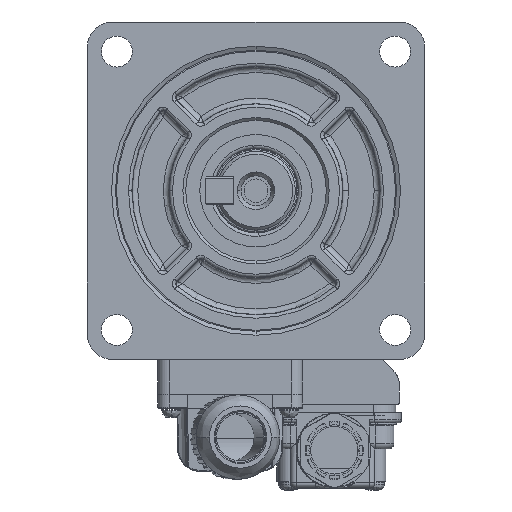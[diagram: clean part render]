
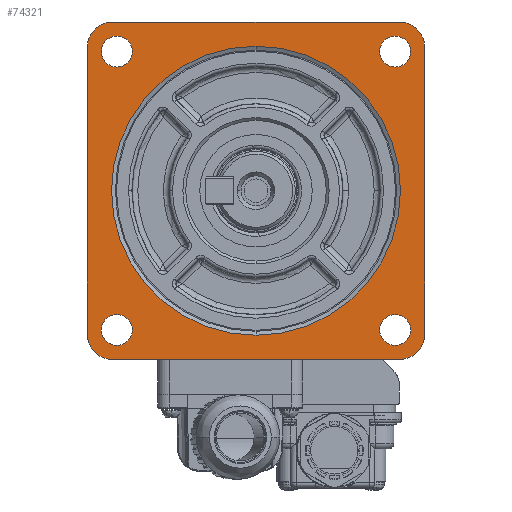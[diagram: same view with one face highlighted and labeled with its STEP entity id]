
A CAD part, front view. The second image highlights one B-rep face of the part: STEP entity #74321.
In plain terms, the highlighted planar face has unit normal (0, -1, 0).
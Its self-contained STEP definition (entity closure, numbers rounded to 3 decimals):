
#67439=DIRECTION('',(1.,0.,0.));
#67440=VECTOR('',#67439,51.);
#67441=CARTESIAN_POINT('',(-25.5,-16.5,30.));
#67442=LINE('',#67441,#67440);
#67755=DIRECTION('',(0.,0.,1.));
#67756=VECTOR('',#67755,51.);
#67757=CARTESIAN_POINT('',(-30.,-16.5,-25.5));
#67758=LINE('',#67757,#67756);
#67895=DIRECTION('',(-1.,0.,0.));
#67896=VECTOR('',#67895,51.);
#67897=CARTESIAN_POINT('',(25.5,-16.5,-30.));
#67898=LINE('',#67897,#67896);
#68910=DIRECTION('',(0.,0.,-1.));
#68911=VECTOR('',#68910,51.);
#68912=CARTESIAN_POINT('',(30.,-16.5,25.5));
#68913=LINE('',#68912,#68911);
#69021=CARTESIAN_POINT('',(25.5,-16.5,25.5));
#69022=DIRECTION('',(0.,-1.,0.));
#69023=DIRECTION('',(1.,0.,0.));
#69024=AXIS2_PLACEMENT_3D('',#69021,#69022,#69023);
#69026=CARTESIAN_POINT('',(25.5,-16.5,-25.5));
#69027=DIRECTION('',(0.,-1.,0.));
#69028=DIRECTION('',(0.,0.,-1.));
#69029=AXIS2_PLACEMENT_3D('',#69026,#69027,#69028);
#69031=CARTESIAN_POINT('',(-25.5,-16.5,-25.5));
#69032=DIRECTION('',(0.,-1.,0.));
#69033=DIRECTION('',(-1.,0.,0.));
#69034=AXIS2_PLACEMENT_3D('',#69031,#69032,#69033);
#69036=CARTESIAN_POINT('',(-25.5,-16.5,25.5));
#69037=DIRECTION('',(0.,-1.,0.));
#69038=DIRECTION('',(0.,0.,1.));
#69039=AXIS2_PLACEMENT_3D('',#69036,#69037,#69038);
#69041=CARTESIAN_POINT('',(0.,-16.5,0.));
#69042=DIRECTION('',(0.,1.,0.));
#69043=DIRECTION('',(0.,0.,-1.));
#69044=AXIS2_PLACEMENT_3D('',#69041,#69042,#69043);
#69046=CARTESIAN_POINT('',(0.,-16.5,0.));
#69047=DIRECTION('',(0.,1.,0.));
#69048=DIRECTION('',(0.,0.,1.));
#69049=AXIS2_PLACEMENT_3D('',#69046,#69047,#69048);
#69051=CARTESIAN_POINT('',(24.749,-16.5,-24.749));
#69052=DIRECTION('',(0.,1.,0.));
#69053=DIRECTION('',(0.,0.,-1.));
#69054=AXIS2_PLACEMENT_3D('',#69051,#69052,#69053);
#69056=CARTESIAN_POINT('',(24.749,-16.5,-24.749));
#69057=DIRECTION('',(0.,1.,0.));
#69058=DIRECTION('',(0.,0.,1.));
#69059=AXIS2_PLACEMENT_3D('',#69056,#69057,#69058);
#69061=CARTESIAN_POINT('',(-24.749,-16.5,-24.749));
#69062=DIRECTION('',(0.,1.,0.));
#69063=DIRECTION('',(0.,0.,-1.));
#69064=AXIS2_PLACEMENT_3D('',#69061,#69062,#69063);
#69066=CARTESIAN_POINT('',(-24.749,-16.5,-24.749));
#69067=DIRECTION('',(0.,1.,0.));
#69068=DIRECTION('',(0.,0.,1.));
#69069=AXIS2_PLACEMENT_3D('',#69066,#69067,#69068);
#69071=CARTESIAN_POINT('',(-24.749,-16.5,24.749));
#69072=DIRECTION('',(0.,1.,0.));
#69073=DIRECTION('',(0.,0.,-1.));
#69074=AXIS2_PLACEMENT_3D('',#69071,#69072,#69073);
#69076=CARTESIAN_POINT('',(-24.749,-16.5,24.749));
#69077=DIRECTION('',(0.,1.,0.));
#69078=DIRECTION('',(0.,0.,1.));
#69079=AXIS2_PLACEMENT_3D('',#69076,#69077,#69078);
#69081=CARTESIAN_POINT('',(24.749,-16.5,24.749));
#69082=DIRECTION('',(0.,1.,0.));
#69083=DIRECTION('',(0.,0.,-1.));
#69084=AXIS2_PLACEMENT_3D('',#69081,#69082,#69083);
#69086=CARTESIAN_POINT('',(24.749,-16.5,24.749));
#69087=DIRECTION('',(0.,1.,0.));
#69088=DIRECTION('',(0.,0.,1.));
#69089=AXIS2_PLACEMENT_3D('',#69086,#69087,#69088);
#71587=CARTESIAN_POINT('',(24.749,-16.5,27.499));
#71588=CARTESIAN_POINT('',(24.749,-16.5,21.999));
#71589=VERTEX_POINT('',#71587);
#71590=VERTEX_POINT('',#71588);
#71654=CARTESIAN_POINT('',(-24.749,-16.5,21.999));
#71655=CARTESIAN_POINT('',(-24.749,-16.5,27.499));
#71656=VERTEX_POINT('',#71654);
#71657=VERTEX_POINT('',#71655);
#71668=CARTESIAN_POINT('',(-25.5,-16.5,30.));
#71669=CARTESIAN_POINT('',(-30.,-16.5,25.5));
#71670=VERTEX_POINT('',#71668);
#71671=VERTEX_POINT('',#71669);
#71708=CARTESIAN_POINT('',(-24.749,-16.5,-21.999));
#71709=CARTESIAN_POINT('',(-24.749,-16.5,-27.499));
#71710=VERTEX_POINT('',#71708);
#71711=VERTEX_POINT('',#71709);
#71766=CARTESIAN_POINT('',(0.,-16.5,-25.693));
#71767=VERTEX_POINT('',#71766);
#71842=CARTESIAN_POINT('',(25.5,-16.5,-30.));
#71843=CARTESIAN_POINT('',(30.,-16.5,-25.5));
#71844=VERTEX_POINT('',#71842);
#71845=VERTEX_POINT('',#71843);
#71860=CARTESIAN_POINT('',(30.,-16.5,25.5));
#71861=VERTEX_POINT('',#71860);
#71868=CARTESIAN_POINT('',(-30.,-16.5,-25.5));
#71869=VERTEX_POINT('',#71868);
#71982=CARTESIAN_POINT('',(25.5,-16.5,30.));
#71983=VERTEX_POINT('',#71982);
#72007=CARTESIAN_POINT('',(24.749,-16.5,-21.999));
#72008=CARTESIAN_POINT('',(24.749,-16.5,-27.499));
#72009=VERTEX_POINT('',#72007);
#72010=VERTEX_POINT('',#72008);
#72026=CARTESIAN_POINT('',(-25.5,-16.5,-30.));
#72027=VERTEX_POINT('',#72026);
#72040=CARTESIAN_POINT('',(0.,-16.5,25.693));
#72041=VERTEX_POINT('',#72040);
#74274=CARTESIAN_POINT('',(0.,-16.5,0.));
#74275=DIRECTION('',(0.,-1.,0.));
#74276=DIRECTION('',(0.,0.,-1.));
#74277=AXIS2_PLACEMENT_3D('',#74274,#74275,#74276);
#74278=PLANE('',#74277);
#74279=ORIENTED_EDGE('',*,*,#72149,.T.);
#74281=ORIENTED_EDGE('',*,*,#74280,.F.);
#74282=ORIENTED_EDGE('',*,*,#74166,.T.);
#74283=ORIENTED_EDGE('',*,*,#74269,.F.);
#74284=ORIENTED_EDGE('',*,*,#72917,.T.);
#74285=ORIENTED_EDGE('',*,*,#72894,.F.);
#74286=ORIENTED_EDGE('',*,*,#72683,.T.);
#74288=ORIENTED_EDGE('',*,*,#74287,.F.);
#74289=EDGE_LOOP('',(#74279,#74281,#74282,#74283,#74284,#74285,#74286,#74288));
#74290=FACE_OUTER_BOUND('',#74289,.F.);
#74292=ORIENTED_EDGE('',*,*,#74291,.F.);
#74294=ORIENTED_EDGE('',*,*,#74293,.F.);
#74295=EDGE_LOOP('',(#74292,#74294));
#74296=FACE_BOUND('',#74295,.F.);
#74298=ORIENTED_EDGE('',*,*,#74297,.F.);
#74300=ORIENTED_EDGE('',*,*,#74299,.F.);
#74301=EDGE_LOOP('',(#74298,#74300));
#74302=FACE_BOUND('',#74301,.F.);
#74304=ORIENTED_EDGE('',*,*,#74303,.F.);
#74306=ORIENTED_EDGE('',*,*,#74305,.F.);
#74307=EDGE_LOOP('',(#74304,#74306));
#74308=FACE_BOUND('',#74307,.F.);
#74310=ORIENTED_EDGE('',*,*,#74309,.F.);
#74312=ORIENTED_EDGE('',*,*,#74311,.F.);
#74313=EDGE_LOOP('',(#74310,#74312));
#74314=FACE_BOUND('',#74313,.F.);
#74316=ORIENTED_EDGE('',*,*,#74315,.F.);
#74318=ORIENTED_EDGE('',*,*,#74317,.F.);
#74319=EDGE_LOOP('',(#74316,#74318));
#74320=FACE_BOUND('',#74319,.F.);
#74321=ADVANCED_FACE('',(#74290,#74296,#74302,#74308,#74314,#74320),#74278,.T.);
#69025=CIRCLE('',#69024,4.5);
#69030=CIRCLE('',#69029,4.5);
#69035=CIRCLE('',#69034,4.5);
#69040=CIRCLE('',#69039,4.5);
#69045=CIRCLE('',#69044,25.693);
#69050=CIRCLE('',#69049,25.693);
#69055=CIRCLE('',#69054,2.75);
#69060=CIRCLE('',#69059,2.75);
#69065=CIRCLE('',#69064,2.75);
#69070=CIRCLE('',#69069,2.75);
#69075=CIRCLE('',#69074,2.75);
#69080=CIRCLE('',#69079,2.75);
#69085=CIRCLE('',#69084,2.75);
#69090=CIRCLE('',#69089,2.75);
#72149=EDGE_CURVE('',#71670,#71983,#67442,.T.);
#72683=EDGE_CURVE('',#71869,#71671,#67758,.T.);
#72894=EDGE_CURVE('',#71869,#72027,#69035,.T.);
#72917=EDGE_CURVE('',#71844,#72027,#67898,.T.);
#74166=EDGE_CURVE('',#71861,#71845,#68913,.T.);
#74269=EDGE_CURVE('',#71844,#71845,#69030,.T.);
#74280=EDGE_CURVE('',#71861,#71983,#69025,.T.);
#74287=EDGE_CURVE('',#71670,#71671,#69040,.T.);
#74291=EDGE_CURVE('',#71767,#72041,#69045,.T.);
#74293=EDGE_CURVE('',#72041,#71767,#69050,.T.);
#74297=EDGE_CURVE('',#72010,#72009,#69055,.T.);
#74299=EDGE_CURVE('',#72009,#72010,#69060,.T.);
#74303=EDGE_CURVE('',#71711,#71710,#69065,.T.);
#74305=EDGE_CURVE('',#71710,#71711,#69070,.T.);
#74309=EDGE_CURVE('',#71656,#71657,#69075,.T.);
#74311=EDGE_CURVE('',#71657,#71656,#69080,.T.);
#74315=EDGE_CURVE('',#71590,#71589,#69085,.T.);
#74317=EDGE_CURVE('',#71589,#71590,#69090,.T.);
